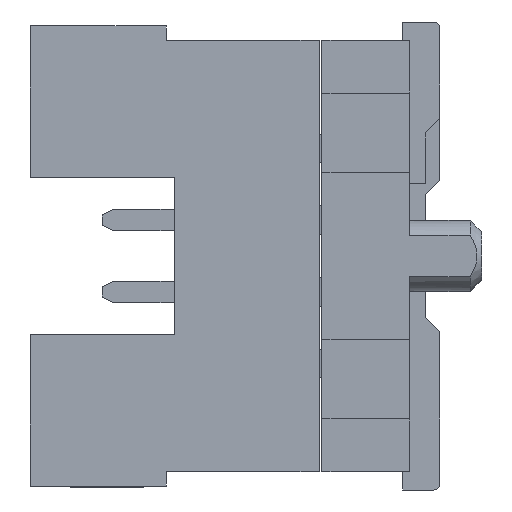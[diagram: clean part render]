
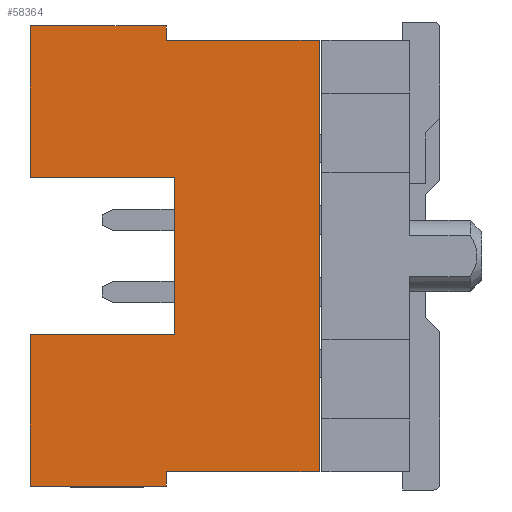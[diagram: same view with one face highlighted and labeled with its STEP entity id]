
A CAD part, left-side view. The second image highlights one B-rep face of the part: STEP entity #58364.
In plain terms, the highlighted planar face has unit normal (-1, 0, 0).
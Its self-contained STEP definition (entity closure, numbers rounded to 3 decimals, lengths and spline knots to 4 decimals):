
#57=DIRECTION('',(0.,0.,1.));
#58=VECTOR('',#57,7.62);
#59=CARTESIAN_POINT('',(-17.145,0.,-3.81));
#60=LINE('',#59,#58);
#61=DIRECTION('',(0.,0.,-1.));
#62=VECTOR('',#61,2.67);
#63=CARTESIAN_POINT('',(-17.145,5.1,-1.395));
#64=LINE('',#63,#62);
#65=DIRECTION('',(0.,-1.,0.));
#66=VECTOR('',#65,2.54);
#67=CARTESIAN_POINT('',(-17.145,5.1,1.395));
#68=LINE('',#67,#66);
#69=DIRECTION('',(0.,0.,-1.));
#70=VECTOR('',#69,2.67);
#71=CARTESIAN_POINT('',(-17.145,5.1,4.065));
#72=LINE('',#71,#70);
#73=DIRECTION('',(0.,1.,0.));
#74=VECTOR('',#73,2.4);
#75=CARTESIAN_POINT('',(-17.145,2.7,4.065));
#76=LINE('',#75,#74);
#77=DIRECTION('',(0.,0.,1.));
#78=VECTOR('',#77,0.255);
#79=CARTESIAN_POINT('',(-17.145,2.7,3.81));
#80=LINE('',#79,#78);
#81=DIRECTION('',(0.,1.,0.));
#82=VECTOR('',#81,2.7);
#83=CARTESIAN_POINT('',(-17.145,0.,3.81));
#84=LINE('',#83,#82);
#93=DIRECTION('',(0.,-1.,0.));
#94=VECTOR('',#93,2.7);
#95=CARTESIAN_POINT('',(-17.145,2.7,-3.81));
#96=LINE('',#95,#94);
#2055=DIRECTION('',(0.,1.,0.));
#2056=VECTOR('',#2055,2.54);
#2057=CARTESIAN_POINT('',(-17.145,2.56,-1.395));
#2058=LINE('',#2057,#2056);
#2083=DIRECTION('',(0.,0.,-1.));
#2084=VECTOR('',#2083,2.79);
#2085=CARTESIAN_POINT('',(-17.145,2.56,1.395));
#2086=LINE('',#2085,#2084);
#2199=DIRECTION('',(0.,1.,0.));
#2200=VECTOR('',#2199,2.4);
#2201=CARTESIAN_POINT('',(-17.145,2.7,-4.065));
#2202=LINE('',#2201,#2200);
#2483=DIRECTION('',(0.,0.,1.));
#2484=VECTOR('',#2483,0.255);
#2485=CARTESIAN_POINT('',(-17.145,2.7,-4.065));
#2486=LINE('',#2485,#2484);
#52390=CARTESIAN_POINT('',(-17.145,0.,3.81));
#52391=VERTEX_POINT('',#52390);
#52392=CARTESIAN_POINT('',(-17.145,0.,-3.81));
#52393=VERTEX_POINT('',#52392);
#52822=CARTESIAN_POINT('',(-17.145,2.7,3.81));
#52823=VERTEX_POINT('',#52822);
#52828=CARTESIAN_POINT('',(-17.145,2.7,4.065));
#52829=VERTEX_POINT('',#52828);
#52830=CARTESIAN_POINT('',(-17.145,5.1,4.065));
#52831=VERTEX_POINT('',#52830);
#52840=CARTESIAN_POINT('',(-17.145,5.1,1.395));
#52841=VERTEX_POINT('',#52840);
#52846=CARTESIAN_POINT('',(-17.145,5.1,-1.395));
#52847=VERTEX_POINT('',#52846);
#52848=CARTESIAN_POINT('',(-17.145,5.1,-4.065));
#52849=VERTEX_POINT('',#52848);
#52860=CARTESIAN_POINT('',(-17.145,2.56,1.395));
#52861=VERTEX_POINT('',#52860);
#52862=CARTESIAN_POINT('',(-17.145,2.7,-3.81));
#52863=VERTEX_POINT('',#52862);
#52864=CARTESIAN_POINT('',(-17.145,2.7,-4.065));
#52865=VERTEX_POINT('',#52864);
#52866=CARTESIAN_POINT('',(-17.145,2.56,-1.395));
#52867=VERTEX_POINT('',#52866);
#58339=CARTESIAN_POINT('',(-17.145,2.55,0.));
#58340=DIRECTION('',(1.,0.,0.));
#58341=DIRECTION('',(0.,0.,1.));
#58342=AXIS2_PLACEMENT_3D('',#58339,#58340,#58341);
#58343=PLANE('',#58342);
#58344=ORIENTED_EDGE('',*,*,#57791,.F.);
#58346=ORIENTED_EDGE('',*,*,#58345,.F.);
#58348=ORIENTED_EDGE('',*,*,#58347,.F.);
#58350=ORIENTED_EDGE('',*,*,#58349,.T.);
#58352=ORIENTED_EDGE('',*,*,#58351,.F.);
#58354=ORIENTED_EDGE('',*,*,#58353,.F.);
#58356=ORIENTED_EDGE('',*,*,#58355,.F.);
#58357=ORIENTED_EDGE('',*,*,#58330,.F.);
#58358=ORIENTED_EDGE('',*,*,#58301,.F.);
#58359=ORIENTED_EDGE('',*,*,#58281,.F.);
#58360=ORIENTED_EDGE('',*,*,#58267,.F.);
#58361=ORIENTED_EDGE('',*,*,#58253,.F.);
#58362=EDGE_LOOP('',(#58344,#58346,#58348,#58350,#58352,#58354,#58356,#58357,
#58358,#58359,#58360,#58361));
#58363=FACE_OUTER_BOUND('',#58362,.F.);
#58364=ADVANCED_FACE('',(#58363),#58343,.F.);
#57791=EDGE_CURVE('',#52393,#52391,#60,.T.);
#58253=EDGE_CURVE('',#52391,#52823,#84,.T.);
#58267=EDGE_CURVE('',#52823,#52829,#80,.T.);
#58281=EDGE_CURVE('',#52829,#52831,#76,.T.);
#58301=EDGE_CURVE('',#52831,#52841,#72,.T.);
#58330=EDGE_CURVE('',#52841,#52861,#68,.T.);
#58345=EDGE_CURVE('',#52863,#52393,#96,.T.);
#58347=EDGE_CURVE('',#52865,#52863,#2486,.T.);
#58349=EDGE_CURVE('',#52865,#52849,#2202,.T.);
#58351=EDGE_CURVE('',#52847,#52849,#64,.T.);
#58353=EDGE_CURVE('',#52867,#52847,#2058,.T.);
#58355=EDGE_CURVE('',#52861,#52867,#2086,.T.);
